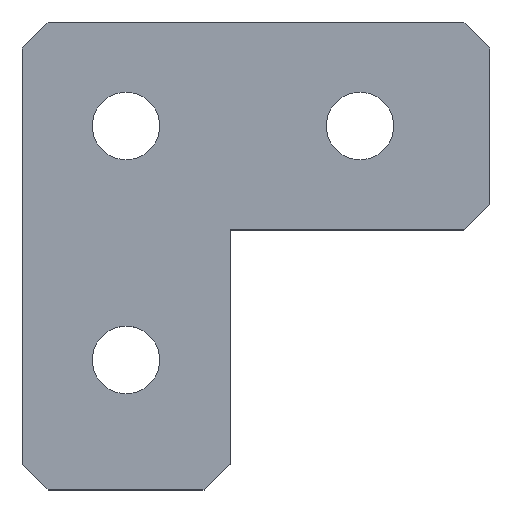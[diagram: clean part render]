
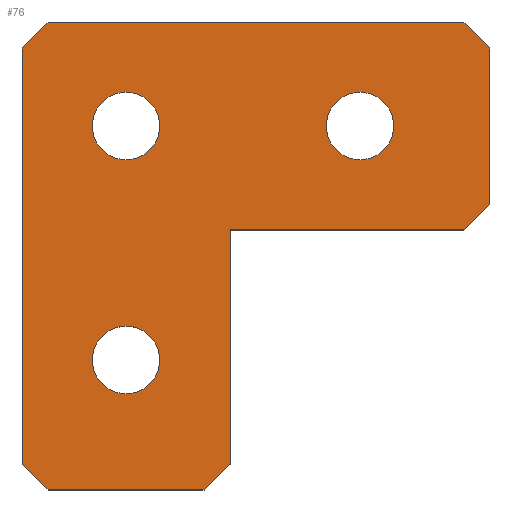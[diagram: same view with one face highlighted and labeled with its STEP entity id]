
A CAD part, top view. The second image highlights one B-rep face of the part: STEP entity #76.
In plain terms, the highlighted planar face has unit normal (0, 0, 1).
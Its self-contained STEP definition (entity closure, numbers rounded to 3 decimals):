
#1 = ORIENTED_EDGE ( 'NONE', *, *, #263, .T. ) ;
#3 = VERTEX_POINT ( 'NONE', #236 ) ;
#10 = DIRECTION ( 'NONE',  ( -1., 0., 0. ) ) ;
#12 = CIRCLE ( 'NONE', #120, 6.5 ) ;
#16 = ORIENTED_EDGE ( 'NONE', *, *, #631, .T. ) ;
#25 = LINE ( 'NONE', #523, #220 ) ;
#28 = VERTEX_POINT ( 'NONE', #477 ) ;
#30 = CIRCLE ( 'NONE', #530, 6.5 ) ;
#33 = FACE_BOUND ( 'NONE', #407, .T. ) ;
#37 = VERTEX_POINT ( 'NONE', #87 ) ;
#47 = VERTEX_POINT ( 'NONE', #239 ) ;
#49 = VERTEX_POINT ( 'NONE', #439 ) ;
#50 = CARTESIAN_POINT ( 'NONE',  ( 20., 25., 5. ) ) ;
#53 = CIRCLE ( 'NONE', #411, 6.5 ) ;
#54 = CIRCLE ( 'NONE', #472, 6.5 ) ;
#59 = EDGE_LOOP ( 'NONE', ( #193, #493 ) ) ;
#60 = DIRECTION ( 'NONE',  ( 0., 0., -1. ) ) ;
#62 = ORIENTED_EDGE ( 'NONE', *, *, #181, .T. ) ;
#69 = VERTEX_POINT ( 'NONE', #134 ) ;
#75 = CARTESIAN_POINT ( 'NONE',  ( 17.5, -17.5, 5. ) ) ;
#76 = ADVANCED_FACE ( 'NONE', ( #33, #486, #180, #385 ), #578, .T. ) ;
#78 = DIRECTION ( 'NONE',  ( 1., 0., 0. ) ) ;
#82 = DIRECTION ( 'NONE',  ( 0., 0., 1. ) ) ;
#83 = EDGE_CURVE ( 'NONE', #226, #374, #574, .T. ) ;
#87 = CARTESIAN_POINT ( 'NONE',  ( 71.5, 70., 5. ) ) ;
#91 = DIRECTION ( 'NONE',  ( 0.707, -0.707, 0. ) ) ;
#92 = DIRECTION ( 'NONE',  ( 1., 0., 0. ) ) ;
#95 = LINE ( 'NONE', #433, #541 ) ;
#97 = VECTOR ( 'NONE', #168, 1000. ) ;
#99 = EDGE_CURVE ( 'NONE', #355, #300, #598, .T. ) ;
#100 = VECTOR ( 'NONE', #178, 1000. ) ;
#101 = EDGE_CURVE ( 'NONE', #28, #226, #520, .T. ) ;
#106 = CARTESIAN_POINT ( 'NONE',  ( 58.5, 70., 5. ) ) ;
#109 = DIRECTION ( 'NONE',  ( 0., 0., 1. ) ) ;
#112 = CARTESIAN_POINT ( 'NONE',  ( 65., 70., 5. ) ) ;
#120 = AXIS2_PLACEMENT_3D ( 'NONE', #254, #556, #632 ) ;
#125 = EDGE_CURVE ( 'NONE', #543, #3, #25, .T. ) ;
#134 = CARTESIAN_POINT ( 'NONE',  ( 40., 50., 5. ) ) ;
#137 = CARTESIAN_POINT ( 'NONE',  ( 0., 0., 5. ) ) ;
#142 = VERTEX_POINT ( 'NONE', #301 ) ;
#145 = EDGE_CURVE ( 'NONE', #69, #28, #600, .T. ) ;
#155 = DIRECTION ( 'NONE',  ( -1., 0., 0. ) ) ;
#162 = CARTESIAN_POINT ( 'NONE',  ( 40., 5., 5. ) ) ;
#168 = DIRECTION ( 'NONE',  ( 0., 1., 0. ) ) ;
#169 = EDGE_CURVE ( 'NONE', #300, #355, #30, .T. ) ;
#173 = CARTESIAN_POINT ( 'NONE',  ( 20., 70., 5. ) ) ;
#178 = DIRECTION ( 'NONE',  ( -0.707, -0.707, 0. ) ) ;
#180 = FACE_BOUND ( 'NONE', #59, .T. ) ;
#181 = EDGE_CURVE ( 'NONE', #37, #272, #12, .T. ) ;
#189 = EDGE_CURVE ( 'NONE', #142, #49, #266, .T. ) ;
#193 = ORIENTED_EDGE ( 'NONE', *, *, #169, .F. ) ;
#220 = VECTOR ( 'NONE', #92, 1000. ) ;
#223 = DIRECTION ( 'NONE',  ( 0., -1., 0. ) ) ;
#226 = VERTEX_POINT ( 'NONE', #354 ) ;
#228 = ORIENTED_EDGE ( 'NONE', *, *, #189, .T. ) ;
#231 = AXIS2_PLACEMENT_3D ( 'NONE', #137, #614, #78 ) ;
#233 = EDGE_CURVE ( 'NONE', #49, #142, #53, .T. ) ;
#235 = CARTESIAN_POINT ( 'NONE',  ( 17.5, -17.5, 5. ) ) ;
#236 = CARTESIAN_POINT ( 'NONE',  ( 35., 0., 5. ) ) ;
#238 = DIRECTION ( 'NONE',  ( 0.707, 0.707, 0. ) ) ;
#239 = CARTESIAN_POINT ( 'NONE',  ( 0., 85., 5. ) ) ;
#254 = CARTESIAN_POINT ( 'NONE',  ( 65., 70., 5. ) ) ;
#263 = EDGE_CURVE ( 'NONE', #272, #37, #54, .T. ) ;
#266 = CIRCLE ( 'NONE', #621, 6.5 ) ;
#268 = VECTOR ( 'NONE', #223, 1000. ) ;
#272 = VERTEX_POINT ( 'NONE', #106 ) ;
#273 = CARTESIAN_POINT ( 'NONE',  ( 5., 0., 5. ) ) ;
#284 = CARTESIAN_POINT ( 'NONE',  ( 5., 90., 5. ) ) ;
#285 = DIRECTION ( 'NONE',  ( 0.707, 0.707, 0. ) ) ;
#287 = LINE ( 'NONE', #490, #100 ) ;
#288 = LINE ( 'NONE', #534, #636 ) ;
#290 = CARTESIAN_POINT ( 'NONE',  ( 90., 90., 5. ) ) ;
#292 = DIRECTION ( 'NONE',  ( 1., 0., 0. ) ) ;
#300 = VERTEX_POINT ( 'NONE', #559 ) ;
#301 = CARTESIAN_POINT ( 'NONE',  ( 26.5, 25., 5. ) ) ;
#302 = ORIENTED_EDGE ( 'NONE', *, *, #567, .T. ) ;
#306 = DIRECTION ( 'NONE',  ( 0., 0., -1. ) ) ;
#308 = EDGE_CURVE ( 'NONE', #496, #69, #394, .T. ) ;
#312 = ORIENTED_EDGE ( 'NONE', *, *, #145, .T. ) ;
#319 = ORIENTED_EDGE ( 'NONE', *, *, #308, .T. ) ;
#320 = EDGE_CURVE ( 'NONE', #374, #403, #95, .T. ) ;
#323 = LINE ( 'NONE', #512, #268 ) ;
#325 = AXIS2_PLACEMENT_3D ( 'NONE', #173, #82, #329 ) ;
#326 = ORIENTED_EDGE ( 'NONE', *, *, #83, .T. ) ;
#329 = DIRECTION ( 'NONE',  ( 1., 0., 0. ) ) ;
#331 = LINE ( 'NONE', #290, #402 ) ;
#333 = CARTESIAN_POINT ( 'NONE',  ( 90., 0., 5. ) ) ;
#335 = CARTESIAN_POINT ( 'NONE',  ( 40., 0., 5. ) ) ;
#342 = VERTEX_POINT ( 'NONE', #284 ) ;
#352 = CARTESIAN_POINT ( 'NONE',  ( 20., 25., 5. ) ) ;
#353 = ORIENTED_EDGE ( 'NONE', *, *, #320, .T. ) ;
#354 = CARTESIAN_POINT ( 'NONE',  ( 90., 55., 5. ) ) ;
#355 = VERTEX_POINT ( 'NONE', #397 ) ;
#358 = VECTOR ( 'NONE', #577, 1000. ) ;
#365 = EDGE_CURVE ( 'NONE', #640, #543, #288, .T. ) ;
#374 = VERTEX_POINT ( 'NONE', #539 ) ;
#378 = VECTOR ( 'NONE', #404, 1000. ) ;
#381 = LINE ( 'NONE', #235, #601 ) ;
#384 = EDGE_CURVE ( 'NONE', #3, #496, #381, .T. ) ;
#385 = FACE_OUTER_BOUND ( 'NONE', #595, .T. ) ;
#394 = LINE ( 'NONE', #335, #358 ) ;
#397 = CARTESIAN_POINT ( 'NONE',  ( 13.5, 70., 5. ) ) ;
#402 = VECTOR ( 'NONE', #527, 1000. ) ;
#403 = VERTEX_POINT ( 'NONE', #454 ) ;
#404 = DIRECTION ( 'NONE',  ( 1., 0., 0. ) ) ;
#407 = EDGE_LOOP ( 'NONE', ( #1, #62 ) ) ;
#410 = CARTESIAN_POINT ( 'NONE',  ( 40., 50., 5. ) ) ;
#411 = AXIS2_PLACEMENT_3D ( 'NONE', #352, #445, #155 ) ;
#429 = ORIENTED_EDGE ( 'NONE', *, *, #233, .T. ) ;
#433 = CARTESIAN_POINT ( 'NONE',  ( 87.5, 87.5, 5. ) ) ;
#439 = CARTESIAN_POINT ( 'NONE',  ( 13.5, 25., 5. ) ) ;
#445 = DIRECTION ( 'NONE',  ( 0., 0., -1. ) ) ;
#454 = CARTESIAN_POINT ( 'NONE',  ( 85., 90., 5. ) ) ;
#472 = AXIS2_PLACEMENT_3D ( 'NONE', #112, #306, #505 ) ;
#477 = CARTESIAN_POINT ( 'NONE',  ( 85., 50., 5. ) ) ;
#480 = EDGE_LOOP ( 'NONE', ( #429, #228 ) ) ;
#482 = ORIENTED_EDGE ( 'NONE', *, *, #483, .T. ) ;
#483 = EDGE_CURVE ( 'NONE', #47, #640, #323, .T. ) ;
#486 = FACE_BOUND ( 'NONE', #480, .T. ) ;
#490 = CARTESIAN_POINT ( 'NONE',  ( -42.5, 42.5, 5. ) ) ;
#493 = ORIENTED_EDGE ( 'NONE', *, *, #99, .F. ) ;
#496 = VERTEX_POINT ( 'NONE', #162 ) ;
#498 = CARTESIAN_POINT ( 'NONE',  ( 20., 70., 5. ) ) ;
#500 = ORIENTED_EDGE ( 'NONE', *, *, #365, .T. ) ;
#505 = DIRECTION ( 'NONE',  ( -1., 0., 0. ) ) ;
#512 = CARTESIAN_POINT ( 'NONE',  ( 0., 90., 5. ) ) ;
#520 = LINE ( 'NONE', #75, #570 ) ;
#523 = CARTESIAN_POINT ( 'NONE',  ( 0., 0., 5. ) ) ;
#527 = DIRECTION ( 'NONE',  ( -1., 0., 0. ) ) ;
#530 = AXIS2_PLACEMENT_3D ( 'NONE', #498, #109, #292 ) ;
#534 = CARTESIAN_POINT ( 'NONE',  ( 2.5, 2.5, 5. ) ) ;
#539 = CARTESIAN_POINT ( 'NONE',  ( 90., 85., 5. ) ) ;
#541 = VECTOR ( 'NONE', #585, 1000. ) ;
#543 = VERTEX_POINT ( 'NONE', #273 ) ;
#556 = DIRECTION ( 'NONE',  ( 0., 0., -1. ) ) ;
#559 = CARTESIAN_POINT ( 'NONE',  ( 26.5, 70., 5. ) ) ;
#567 = EDGE_CURVE ( 'NONE', #342, #47, #287, .T. ) ;
#570 = VECTOR ( 'NONE', #285, 1000. ) ;
#574 = LINE ( 'NONE', #333, #97 ) ;
#577 = DIRECTION ( 'NONE',  ( 0., 1., 0. ) ) ;
#578 = PLANE ( 'NONE',  #231 ) ;
#585 = DIRECTION ( 'NONE',  ( -0.707, 0.707, 0. ) ) ;
#595 = EDGE_LOOP ( 'NONE', ( #326, #353, #16, #302, #482, #500, #624, #637, #319, #312, #625 ) ) ;
#598 = CIRCLE ( 'NONE', #325, 6.5 ) ;
#600 = LINE ( 'NONE', #410, #378 ) ;
#601 = VECTOR ( 'NONE', #238, 1000. ) ;
#614 = DIRECTION ( 'NONE',  ( 0., 0., 1. ) ) ;
#621 = AXIS2_PLACEMENT_3D ( 'NONE', #50, #60, #10 ) ;
#624 = ORIENTED_EDGE ( 'NONE', *, *, #125, .T. ) ;
#625 = ORIENTED_EDGE ( 'NONE', *, *, #101, .T. ) ;
#629 = CARTESIAN_POINT ( 'NONE',  ( 0., 5., 5. ) ) ;
#631 = EDGE_CURVE ( 'NONE', #403, #342, #331, .T. ) ;
#632 = DIRECTION ( 'NONE',  ( -1., 0., 0. ) ) ;
#636 = VECTOR ( 'NONE', #91, 1000. ) ;
#637 = ORIENTED_EDGE ( 'NONE', *, *, #384, .T. ) ;
#640 = VERTEX_POINT ( 'NONE', #629 ) ;
